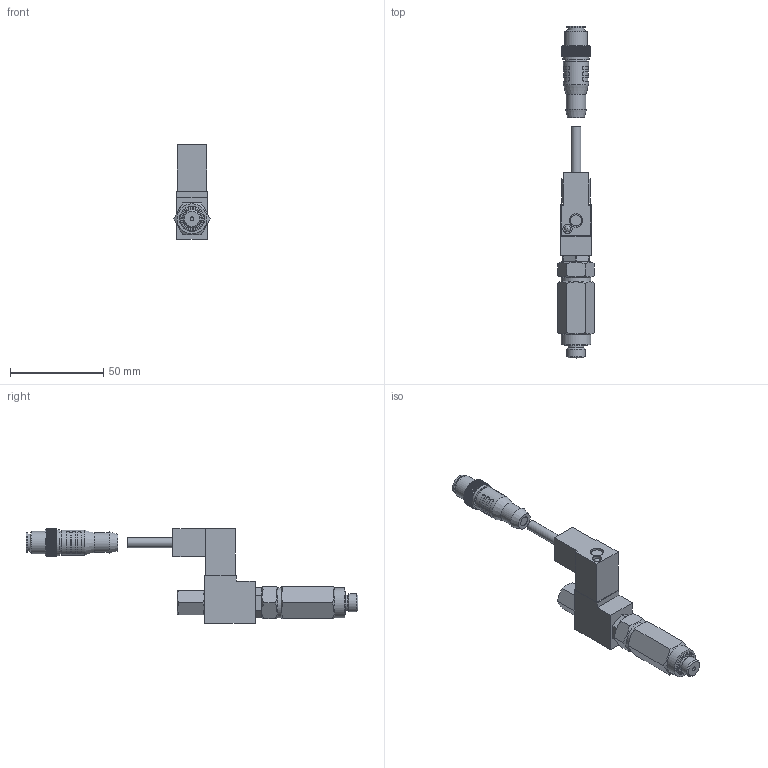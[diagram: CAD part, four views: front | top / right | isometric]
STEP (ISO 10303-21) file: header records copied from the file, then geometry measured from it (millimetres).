
FILE_DESCRIPTION((''),'2;1');
FILE_NAME('PM902259.stp','2011-01-19T13:12:23',('MARXMANKEL'),(''),'Autodesk Inventor 2009','Autodesk Inventor 2009','');
FILE_SCHEMA(('AUTOMOTIVE_DESIGN { 1 0 10303 214 1 1 1 1 }'));
Length unit declared in the file: millimetre
Products named in the file (1): PM902259
Bounding box: 19.63 x 177.5 x 50.7 mm (x, y, z)
Volume: 40167.5 mm3; surface area: 13929 mm2
Topology: 6 solids, 6 shells, 429 faces, 1166 edges, 779 vertices
Faces by surface type: plane 259, cylinder 121, cone 26, bspline 13, torus 9, sphere 1
Full cylindrical faces by diameter (mm): 0.8 x5, 2 x1, 3 x1, 5 x1, 5.2 x1, 5.3 x1, 6 x1, 7.2 x1, 8.2 x1, 8.5 x1, 9 x1, 9.728 x1, 10.1 x1, 10.4 x1, 10.5 x1, 12 x2, 12.8 x1, 13.5 x1, 14 x2, 16 x2
Entity records: 14331 total; most frequent: CARTESIAN_POINT 3328, ORIENTED_EDGE 2190, DIRECTION 2108, EDGE_CURVE 1095, VERTEX_POINT 763, AXIS2_PLACEMENT_3D 704, VECTOR 700, LINE 700
